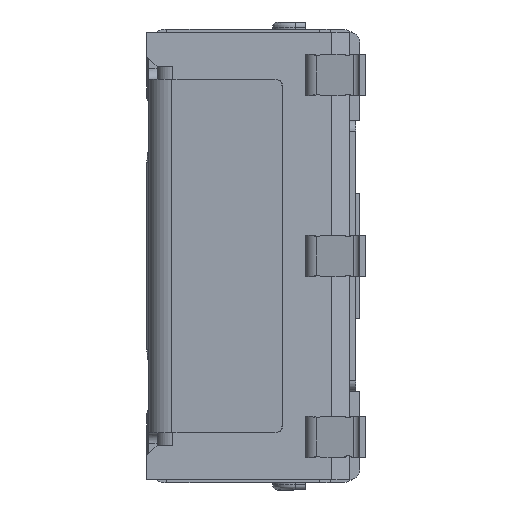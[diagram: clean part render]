
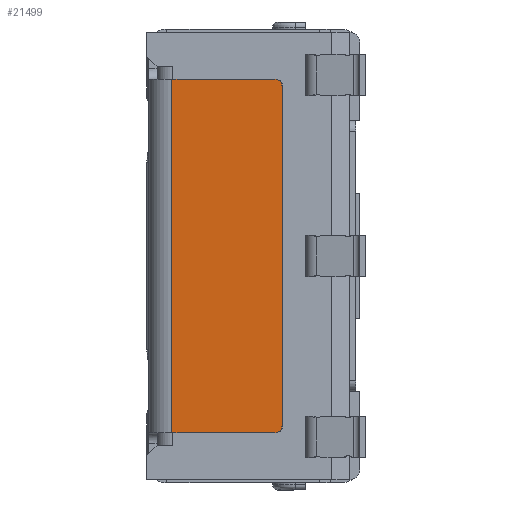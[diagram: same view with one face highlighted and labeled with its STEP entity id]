
A CAD part, left-side view. The second image highlights one B-rep face of the part: STEP entity #21499.
In plain terms, the highlighted planar face has unit normal (-0.998, 0.07, 0).
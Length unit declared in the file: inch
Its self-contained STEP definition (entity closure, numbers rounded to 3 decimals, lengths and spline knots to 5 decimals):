
#48 = CARTESIAN_POINT ( 'NONE',  ( -0.32986, 0.09675, -0.17 ) ) ;
#831 = DIRECTION ( 'NONE',  ( -0.07, -0.998, 0. ) ) ;
#1711 = DIRECTION ( 'NONE',  ( 0., 0., -1. ) ) ;
#2165 = VERTEX_POINT ( 'NONE', #11109 ) ;
#2699 = CARTESIAN_POINT ( 'NONE',  ( -0.32294, 0.19567, 0.17 ) ) ;
#3499 = CARTESIAN_POINT ( 'NONE',  ( -0.32986, 0.09675, -0.163 ) ) ;
#3539 = DIRECTION ( 'NONE',  ( 0.998, -0.07, 0. ) ) ;
#4507 = AXIS2_PLACEMENT_3D ( 'NONE', #3499, #20005, #831 ) ;
#6515 = VECTOR ( 'NONE', #31250, 39.37008 ) ;
#6659 = DIRECTION ( 'NONE',  ( -0.07, -0.998, 0. ) ) ;
#6832 = DIRECTION ( 'NONE',  ( -0.07, -0.998, 0. ) ) ;
#6891 = VERTEX_POINT ( 'NONE', #48 ) ;
#7275 = AXIS2_PLACEMENT_3D ( 'NONE', #20579, #9304, #6832 ) ;
#8219 = CIRCLE ( 'NONE', #4507, 0.007 ) ;
#8228 = ORIENTED_EDGE ( 'NONE', *, *, #19781, .F. ) ;
#9304 = DIRECTION ( 'NONE',  ( 0.998, -0.07, 0. ) ) ;
#9962 = CARTESIAN_POINT ( 'NONE',  ( -0.27538, 0.87585, -0.17 ) ) ;
#10519 = CARTESIAN_POINT ( 'NONE',  ( -0.33035, 0.08977, -0.163 ) ) ;
#10537 = VERTEX_POINT ( 'NONE', #16924 ) ;
#11109 = CARTESIAN_POINT ( 'NONE',  ( -0.32986, 0.09675, 0.17 ) ) ;
#11237 = EDGE_CURVE ( 'NONE', #10537, #12599, #25793, .T. ) ;
#11934 = DIRECTION ( 'NONE',  ( 0.07, 0.998, 0. ) ) ;
#12281 = EDGE_LOOP ( 'NONE', ( #12869, #32419, #34050, #27805, #15644, #8228 ) ) ;
#12282 = VECTOR ( 'NONE', #15917, 39.37008 ) ;
#12363 = EDGE_CURVE ( 'NONE', #2165, #10537, #21288, .T. ) ;
#12599 = VERTEX_POINT ( 'NONE', #10519 ) ;
#12869 = ORIENTED_EDGE ( 'NONE', *, *, #22068, .F. ) ;
#13947 = LINE ( 'NONE', #28792, #14832 ) ;
#14832 = VECTOR ( 'NONE', #6659, 39.37008 ) ;
#15097 = VERTEX_POINT ( 'NONE', #30264 ) ;
#15644 = ORIENTED_EDGE ( 'NONE', *, *, #27816, .F. ) ;
#15917 = DIRECTION ( 'NONE',  ( 0.07, 0.998, 0. ) ) ;
#16924 = CARTESIAN_POINT ( 'NONE',  ( -0.33035, 0.08977, 0.163 ) ) ;
#19781 = EDGE_CURVE ( 'NONE', #6891, #15097, #34837, .T. ) ;
#20005 = DIRECTION ( 'NONE',  ( 0.998, -0.07, 0. ) ) ;
#20579 = CARTESIAN_POINT ( 'NONE',  ( -0.32986, 0.09675, 0.163 ) ) ;
#21288 = CIRCLE ( 'NONE', #7275, 0.007 ) ;
#21499 = ADVANCED_FACE ( 'NONE', ( #22224 ), #22738, .F. ) ;
#21577 = EDGE_CURVE ( 'NONE', #29082, #2165, #13947, .T. ) ;
#22068 = EDGE_CURVE ( 'NONE', #12599, #6891, #8219, .T. ) ;
#22224 = FACE_OUTER_BOUND ( 'NONE', #12281, .T. ) ;
#22738 = PLANE ( 'NONE',  #30328 ) ;
#22856 = CARTESIAN_POINT ( 'NONE',  ( -0.32294, 0.19567, 0.17 ) ) ;
#25213 = LINE ( 'NONE', #22856, #6515 ) ;
#25755 = CARTESIAN_POINT ( 'NONE',  ( -0.27538, 0.87585, 0. ) ) ;
#25793 = LINE ( 'NONE', #26609, #31887 ) ;
#26609 = CARTESIAN_POINT ( 'NONE',  ( -0.33035, 0.08977, 0. ) ) ;
#27805 = ORIENTED_EDGE ( 'NONE', *, *, #21577, .F. ) ;
#27816 = EDGE_CURVE ( 'NONE', #15097, #29082, #25213, .T. ) ;
#28792 = CARTESIAN_POINT ( 'NONE',  ( -0.27538, 0.87585, 0.17 ) ) ;
#29082 = VERTEX_POINT ( 'NONE', #2699 ) ;
#30264 = CARTESIAN_POINT ( 'NONE',  ( -0.32294, 0.19567, -0.17 ) ) ;
#30328 = AXIS2_PLACEMENT_3D ( 'NONE', #25755, #3539, #11934 ) ;
#31250 = DIRECTION ( 'NONE',  ( 0., 0., 1. ) ) ;
#31887 = VECTOR ( 'NONE', #1711, 39.37008 ) ;
#32419 = ORIENTED_EDGE ( 'NONE', *, *, #11237, .F. ) ;
#34050 = ORIENTED_EDGE ( 'NONE', *, *, #12363, .F. ) ;
#34837 = LINE ( 'NONE', #9962, #12282 ) ;
